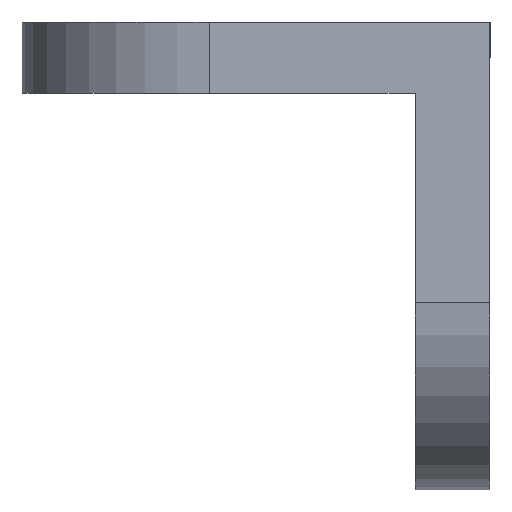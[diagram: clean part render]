
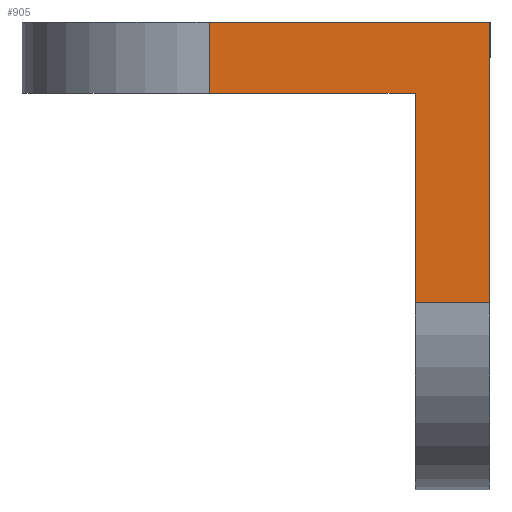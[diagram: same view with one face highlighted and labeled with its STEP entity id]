
A CAD part, left-side view. The second image highlights one B-rep face of the part: STEP entity #905.
In plain terms, the highlighted planar face has unit normal (-1, 0, 0).
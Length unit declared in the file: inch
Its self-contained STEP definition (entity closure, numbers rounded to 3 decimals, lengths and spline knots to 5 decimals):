
#15 = VERTEX_POINT ( 'NONE', #1383 ) ;
#29 = AXIS2_PLACEMENT_3D ( 'NONE', #1507, #232, #1103 ) ;
#52 = ORIENTED_EDGE ( 'NONE', *, *, #1213, .T. ) ;
#74 = ORIENTED_EDGE ( 'NONE', *, *, #197, .T. ) ;
#96 = CARTESIAN_POINT ( 'NONE',  ( -0.5, 0.2, 0. ) ) ;
#127 = VERTEX_POINT ( 'NONE', #1265 ) ;
#147 = VERTEX_POINT ( 'NONE', #1531 ) ;
#197 = EDGE_CURVE ( 'NONE', #694, #1590, #1525, .T. ) ;
#226 = CARTESIAN_POINT ( 'NONE',  ( -0.5, 0.75, 0.56 ) ) ;
#232 = DIRECTION ( 'NONE',  ( 1., 0., 0. ) ) ;
#276 = LINE ( 'NONE', #1011, #1240 ) ;
#340 = CARTESIAN_POINT ( 'NONE',  ( -0.5, 0.75, 0.75 ) ) ;
#357 = EDGE_CURVE ( 'NONE', #147, #694, #418, .T. ) ;
#369 = VECTOR ( 'NONE', #467, 39.37008 ) ;
#418 = LINE ( 'NONE', #884, #1391 ) ;
#427 = EDGE_LOOP ( 'NONE', ( #1154, #1549, #74, #800, #709, #52 ) ) ;
#461 = CARTESIAN_POINT ( 'NONE',  ( -0.5, 0., 0.56 ) ) ;
#467 = DIRECTION ( 'NONE',  ( 0., 0., -1. ) ) ;
#475 = PLANE ( 'NONE',  #29 ) ;
#484 = LINE ( 'NONE', #96, #369 ) ;
#494 = VECTOR ( 'NONE', #850, 39.37008 ) ;
#557 = DIRECTION ( 'NONE',  ( 0., 1., 0. ) ) ;
#615 = VECTOR ( 'NONE', #557, 39.37008 ) ;
#694 = VERTEX_POINT ( 'NONE', #1070 ) ;
#709 = ORIENTED_EDGE ( 'NONE', *, *, #822, .T. ) ;
#800 = ORIENTED_EDGE ( 'NONE', *, *, #1071, .F. ) ;
#807 = FACE_OUTER_BOUND ( 'NONE', #427, .T. ) ;
#822 = EDGE_CURVE ( 'NONE', #1228, #15, #1533, .T. ) ;
#850 = DIRECTION ( 'NONE',  ( 0., 1., 0. ) ) ;
#884 = CARTESIAN_POINT ( 'NONE',  ( -0.5, 0., 0. ) ) ;
#905 = ADVANCED_FACE ( 'NONE', ( #807 ), #475, .F. ) ;
#949 = LINE ( 'NONE', #1062, #615 ) ;
#1007 = DIRECTION ( 'NONE',  ( 0., 0., 1. ) ) ;
#1011 = CARTESIAN_POINT ( 'NONE',  ( -0.5, 0.75, 0.56 ) ) ;
#1062 = CARTESIAN_POINT ( 'NONE',  ( -0.5, -1.25, 0. ) ) ;
#1070 = CARTESIAN_POINT ( 'NONE',  ( -0.5, 0., 0.75 ) ) ;
#1071 = EDGE_CURVE ( 'NONE', #1228, #1590, #276, .T. ) ;
#1103 = DIRECTION ( 'NONE',  ( 0., 0., -1. ) ) ;
#1137 = DIRECTION ( 'NONE',  ( 0., 0., 1. ) ) ;
#1154 = ORIENTED_EDGE ( 'NONE', *, *, #1304, .F. ) ;
#1172 = VECTOR ( 'NONE', #1619, 39.37008 ) ;
#1213 = EDGE_CURVE ( 'NONE', #15, #127, #484, .T. ) ;
#1228 = VERTEX_POINT ( 'NONE', #226 ) ;
#1240 = VECTOR ( 'NONE', #1137, 39.37008 ) ;
#1265 = CARTESIAN_POINT ( 'NONE',  ( -0.5, 0.2, 0. ) ) ;
#1304 = EDGE_CURVE ( 'NONE', #147, #127, #949, .T. ) ;
#1383 = CARTESIAN_POINT ( 'NONE',  ( -0.5, 0.2, 0.56 ) ) ;
#1391 = VECTOR ( 'NONE', #1007, 39.37008 ) ;
#1449 = CARTESIAN_POINT ( 'NONE',  ( -0.5, -1.25, 0.75 ) ) ;
#1507 = CARTESIAN_POINT ( 'NONE',  ( -0.5, -1.25, 0. ) ) ;
#1525 = LINE ( 'NONE', #1449, #494 ) ;
#1531 = CARTESIAN_POINT ( 'NONE',  ( -0.5, 0., 0. ) ) ;
#1533 = LINE ( 'NONE', #461, #1172 ) ;
#1549 = ORIENTED_EDGE ( 'NONE', *, *, #357, .T. ) ;
#1590 = VERTEX_POINT ( 'NONE', #340 ) ;
#1619 = DIRECTION ( 'NONE',  ( 0., -1., 0. ) ) ;
